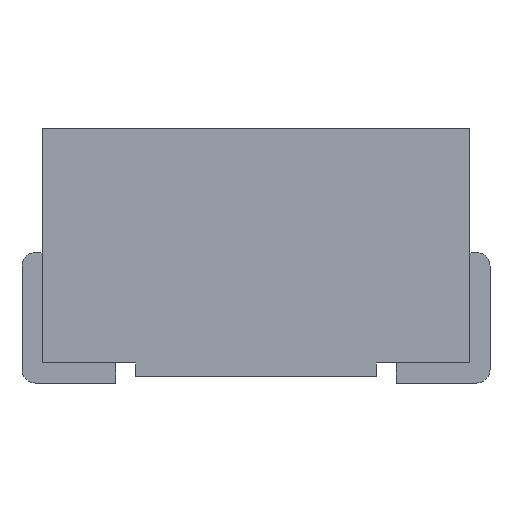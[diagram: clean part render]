
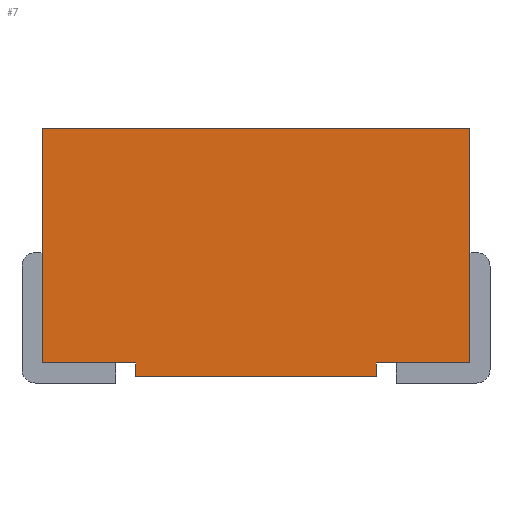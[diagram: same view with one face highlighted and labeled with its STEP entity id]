
A CAD part, front view. The second image highlights one B-rep face of the part: STEP entity #7.
In plain terms, the highlighted planar face has unit normal (0, -1, 0).
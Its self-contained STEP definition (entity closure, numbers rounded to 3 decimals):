
#7 = ADVANCED_FACE ( 'NONE', ( #614 ), #836, .F. ) ;
#130 = EDGE_CURVE ( 'NONE', #1361, #1660, #243, .T. ) ;
#162 = DIRECTION ( 'NONE',  ( 0., 0., -1. ) ) ;
#169 = VERTEX_POINT ( 'NONE', #297 ) ;
#243 = LINE ( 'NONE', #1086, #895 ) ;
#279 = CARTESIAN_POINT ( 'NONE',  ( -1.6, -1.4, 0.05 ) ) ;
#285 = LINE ( 'NONE', #1138, #1744 ) ;
#292 = DIRECTION ( 'NONE',  ( 1., 0., 0. ) ) ;
#297 = CARTESIAN_POINT ( 'NONE',  ( 1.6, -1.4, 0.15 ) ) ;
#301 = LINE ( 'NONE', #1133, #2465 ) ;
#309 = LINE ( 'NONE', #1773, #1423 ) ;
#332 = EDGE_CURVE ( 'NONE', #2239, #169, #1409, .T. ) ;
#353 = AXIS2_PLACEMENT_3D ( 'NONE', #717, #539, #1372 ) ;
#371 = CARTESIAN_POINT ( 'NONE',  ( 1.6, -1.4, 1.9 ) ) ;
#382 = CARTESIAN_POINT ( 'NONE',  ( 0.9, -1.4, 0.15 ) ) ;
#383 = VERTEX_POINT ( 'NONE', #384 ) ;
#384 = CARTESIAN_POINT ( 'NONE',  ( 0.9, -1.4, 0.05 ) ) ;
#467 = EDGE_CURVE ( 'NONE', #2338, #169, #309, .T. ) ;
#539 = DIRECTION ( 'NONE',  ( 0., 1., 0. ) ) ;
#594 = ORIENTED_EDGE ( 'NONE', *, *, #130, .T. ) ;
#614 = FACE_OUTER_BOUND ( 'NONE', #1866, .T. ) ;
#661 = EDGE_CURVE ( 'NONE', #2131, #383, #1533, .T. ) ;
#717 = CARTESIAN_POINT ( 'NONE',  ( -1.6, -1.4, 1.9 ) ) ;
#820 = ORIENTED_EDGE ( 'NONE', *, *, #332, .F. ) ;
#836 = PLANE ( 'NONE',  #353 ) ;
#852 = VECTOR ( 'NONE', #2570, 1000. ) ;
#895 = VECTOR ( 'NONE', #1938, 1000. ) ;
#914 = CARTESIAN_POINT ( 'NONE',  ( -0.9, -1.4, 0.15 ) ) ;
#1062 = VECTOR ( 'NONE', #1664, 1000. ) ;
#1086 = CARTESIAN_POINT ( 'NONE',  ( -1.6, -1.4, 1.9 ) ) ;
#1116 = EDGE_CURVE ( 'NONE', #1660, #1547, #285, .T. ) ;
#1118 = CARTESIAN_POINT ( 'NONE',  ( 0.9, -1.4, 0. ) ) ;
#1133 = CARTESIAN_POINT ( 'NONE',  ( -0.9, -1.4, 0. ) ) ;
#1135 = CARTESIAN_POINT ( 'NONE',  ( -1.6, -1.4, 1.9 ) ) ;
#1138 = CARTESIAN_POINT ( 'NONE',  ( 0., -1.4, 0.15 ) ) ;
#1187 = ORIENTED_EDGE ( 'NONE', *, *, #1116, .T. ) ;
#1250 = ORIENTED_EDGE ( 'NONE', *, *, #2615, .F. ) ;
#1275 = LINE ( 'NONE', #1118, #852 ) ;
#1361 = VERTEX_POINT ( 'NONE', #1135 ) ;
#1372 = DIRECTION ( 'NONE',  ( -1., 0., 0. ) ) ;
#1409 = LINE ( 'NONE', #1649, #2357 ) ;
#1423 = VECTOR ( 'NONE', #2022, 1000. ) ;
#1533 = LINE ( 'NONE', #279, #2142 ) ;
#1535 = ORIENTED_EDGE ( 'NONE', *, *, #2309, .F. ) ;
#1547 = VERTEX_POINT ( 'NONE', #914 ) ;
#1649 = CARTESIAN_POINT ( 'NONE',  ( 1.6, -1.4, 1.9 ) ) ;
#1660 = VERTEX_POINT ( 'NONE', #1939 ) ;
#1664 = DIRECTION ( 'NONE',  ( 1., 0., 0. ) ) ;
#1744 = VECTOR ( 'NONE', #292, 1000. ) ;
#1773 = CARTESIAN_POINT ( 'NONE',  ( 0., -1.4, 0.15 ) ) ;
#1866 = EDGE_LOOP ( 'NONE', ( #1187, #1250, #2213, #2289, #1948, #820, #1535, #594 ) ) ;
#1870 = CARTESIAN_POINT ( 'NONE',  ( -1.6, -1.4, 1.9 ) ) ;
#1938 = DIRECTION ( 'NONE',  ( 0., 0., -1. ) ) ;
#1939 = CARTESIAN_POINT ( 'NONE',  ( -1.6, -1.4, 0.15 ) ) ;
#1948 = ORIENTED_EDGE ( 'NONE', *, *, #467, .T. ) ;
#2022 = DIRECTION ( 'NONE',  ( 1., 0., 0. ) ) ;
#2099 = LINE ( 'NONE', #1870, #1062 ) ;
#2131 = VERTEX_POINT ( 'NONE', #2397 ) ;
#2142 = VECTOR ( 'NONE', #2390, 1000. ) ;
#2213 = ORIENTED_EDGE ( 'NONE', *, *, #661, .T. ) ;
#2239 = VERTEX_POINT ( 'NONE', #371 ) ;
#2289 = ORIENTED_EDGE ( 'NONE', *, *, #2525, .T. ) ;
#2309 = EDGE_CURVE ( 'NONE', #1361, #2239, #2099, .T. ) ;
#2338 = VERTEX_POINT ( 'NONE', #382 ) ;
#2357 = VECTOR ( 'NONE', #162, 1000. ) ;
#2390 = DIRECTION ( 'NONE',  ( 1., 0., 0. ) ) ;
#2397 = CARTESIAN_POINT ( 'NONE',  ( -0.9, -1.4, 0.05 ) ) ;
#2465 = VECTOR ( 'NONE', #2675, 1000. ) ;
#2525 = EDGE_CURVE ( 'NONE', #383, #2338, #1275, .T. ) ;
#2570 = DIRECTION ( 'NONE',  ( 0., 0., 1. ) ) ;
#2615 = EDGE_CURVE ( 'NONE', #2131, #1547, #301, .T. ) ;
#2675 = DIRECTION ( 'NONE',  ( 0., 0., 1. ) ) ;
